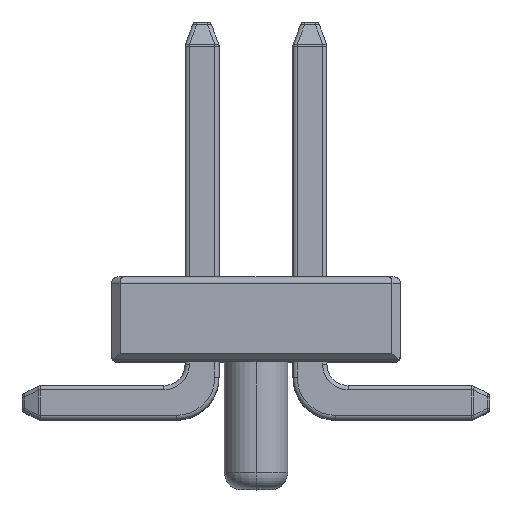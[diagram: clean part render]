
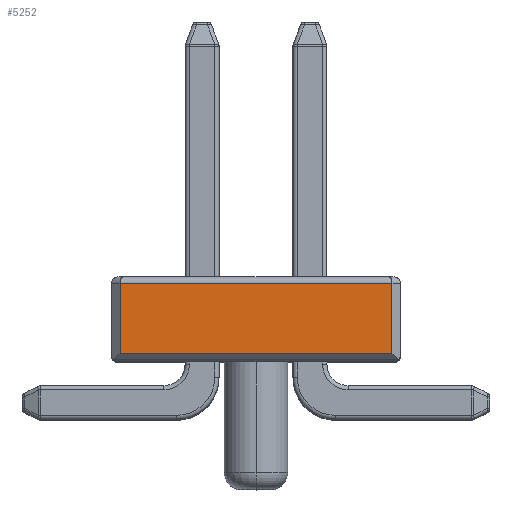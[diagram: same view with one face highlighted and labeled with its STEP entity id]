
A CAD part, top view. The second image highlights one B-rep face of the part: STEP entity #5252.
In plain terms, the highlighted planar face has unit normal (0, 0, 1).
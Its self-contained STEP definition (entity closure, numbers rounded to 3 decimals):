
#97 = CARTESIAN_POINT ( 'NONE',  ( -1.6, 0.1, 0.635 ) ) ;
#370 = DIRECTION ( 'NONE',  ( -1., 0., 0. ) ) ;
#433 = LINE ( 'NONE', #1994, #1752 ) ;
#482 = LINE ( 'NONE', #1730, #1795 ) ;
#929 = EDGE_CURVE ( 'NONE', #6220, #4040, #482, .T. ) ;
#1023 = CARTESIAN_POINT ( 'NONE',  ( 0., 0., 0.635 ) ) ;
#1077 = FACE_OUTER_BOUND ( 'NONE', #3523, .T. ) ;
#1343 = CARTESIAN_POINT ( 'NONE',  ( 1.6, 0.925, 0.635 ) ) ;
#1524 = DIRECTION ( 'NONE',  ( 1., 0., 0. ) ) ;
#1545 = CARTESIAN_POINT ( 'NONE',  ( -1.6, 0.925, 0.635 ) ) ;
#1625 = ORIENTED_EDGE ( 'NONE', *, *, #5762, .T. ) ;
#1730 = CARTESIAN_POINT ( 'NONE',  ( 1.6, 1., 0.635 ) ) ;
#1752 = VECTOR ( 'NONE', #4472, 1000. ) ;
#1795 = VECTOR ( 'NONE', #2730, 1000. ) ;
#1911 = VECTOR ( 'NONE', #5894, 1000. ) ;
#1994 = CARTESIAN_POINT ( 'NONE',  ( -1.6, 0., 0.635 ) ) ;
#2355 = CARTESIAN_POINT ( 'NONE',  ( 0., 0.925, 0.635 ) ) ;
#2480 = CARTESIAN_POINT ( 'NONE',  ( 1.7, 0.1, 0.635 ) ) ;
#2676 = EDGE_CURVE ( 'NONE', #4040, #5289, #4330, .T. ) ;
#2730 = DIRECTION ( 'NONE',  ( 0., 1., 0. ) ) ;
#3181 = VECTOR ( 'NONE', #370, 1000. ) ;
#3393 = ORIENTED_EDGE ( 'NONE', *, *, #929, .T. ) ;
#3488 = EDGE_CURVE ( 'NONE', #5289, #4338, #433, .T. ) ;
#3523 = EDGE_LOOP ( 'NONE', ( #3393, #5964, #5711, #1625 ) ) ;
#4040 = VERTEX_POINT ( 'NONE', #1343 ) ;
#4330 = LINE ( 'NONE', #2355, #3181 ) ;
#4338 = VERTEX_POINT ( 'NONE', #97 ) ;
#4472 = DIRECTION ( 'NONE',  ( 0., -1., 0. ) ) ;
#4506 = DIRECTION ( 'NONE',  ( 0., 0., 1. ) ) ;
#4982 = CARTESIAN_POINT ( 'NONE',  ( 1.6, 0.1, 0.635 ) ) ;
#5102 = AXIS2_PLACEMENT_3D ( 'NONE', #1023, #4506, #1524 ) ;
#5252 = ADVANCED_FACE ( 'NONE', ( #1077 ), #5443, .T. ) ;
#5289 = VERTEX_POINT ( 'NONE', #1545 ) ;
#5443 = PLANE ( 'NONE',  #5102 ) ;
#5672 = LINE ( 'NONE', #2480, #1911 ) ;
#5711 = ORIENTED_EDGE ( 'NONE', *, *, #3488, .T. ) ;
#5762 = EDGE_CURVE ( 'NONE', #4338, #6220, #5672, .T. ) ;
#5894 = DIRECTION ( 'NONE',  ( 1., 0., 0. ) ) ;
#5964 = ORIENTED_EDGE ( 'NONE', *, *, #2676, .T. ) ;
#6220 = VERTEX_POINT ( 'NONE', #4982 ) ;
